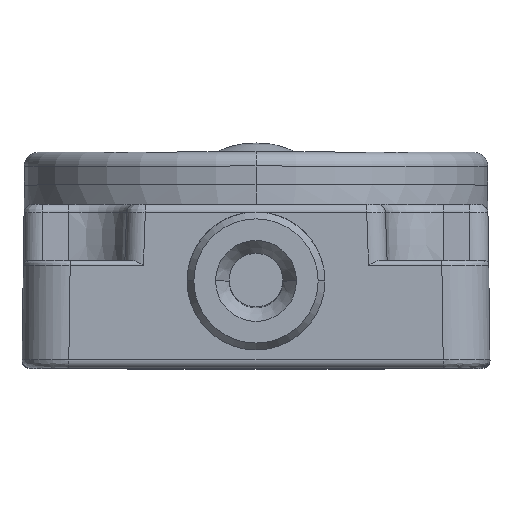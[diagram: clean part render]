
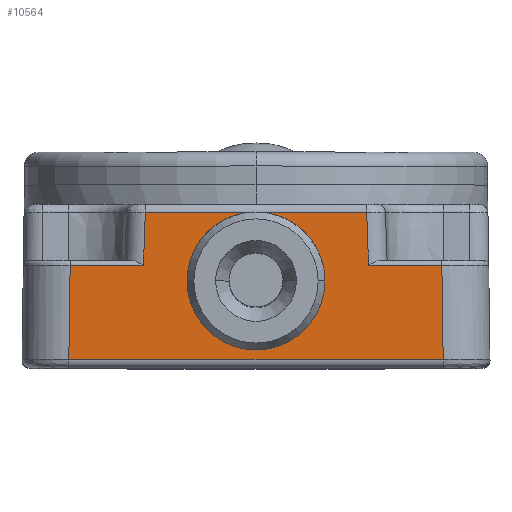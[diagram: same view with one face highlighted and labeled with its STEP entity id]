
A CAD part, top view. The second image highlights one B-rep face of the part: STEP entity #10564.
In plain terms, the highlighted planar face has unit normal (0, 0, 1).
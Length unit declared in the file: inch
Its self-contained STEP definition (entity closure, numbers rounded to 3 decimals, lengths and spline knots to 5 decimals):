
#1022=CARTESIAN_POINT('',(0.78133,0.31496,
1.37795));
#1053=CARTESIAN_POINT('',(0.,0.24803,1.37795));
#1054=DIRECTION('',(0.,0.,1.));
#1055=DIRECTION('',(1.,0.,0.));
#1056=AXIS2_PLACEMENT_3D('',#1053,#1054,#1055);
#1058=DIRECTION('',(1.,0.,0.));
#1059=VECTOR('',#1058,0.42665);
#1060=CARTESIAN_POINT('',(0.03873,0.53543,
1.37795));
#1061=LINE('',#1060,#1059);
#1062=DIRECTION('',(1.,0.,0.));
#1063=VECTOR('',#1062,0.30825);
#1064=CARTESIAN_POINT('',(0.47308,0.31496,
1.37795));
#1065=LINE('',#1064,#1063);
#1066=DIRECTION('',(-0.014,1.,0.));
#1067=VECTOR('',#1066,0.39768);
#1068=CARTESIAN_POINT('',(0.78688,-0.08268,
1.37795));
#1069=LINE('',#1068,#1067);
#1070=DIRECTION('',(-1.,0.,0.));
#1071=VECTOR('',#1070,1.57376);
#1072=CARTESIAN_POINT('',(0.78688,-0.08268,
1.37795));
#1073=LINE('',#1072,#1071);
#1074=DIRECTION('',(-0.014,-1.,0.));
#1075=VECTOR('',#1074,0.39768);
#1076=CARTESIAN_POINT('',(-0.78133,0.31496,
1.37795));
#1077=LINE('',#1076,#1075);
#1078=DIRECTION('',(1.,0.,0.));
#1079=VECTOR('',#1078,0.30825);
#1080=CARTESIAN_POINT('',(-0.78133,0.31496,
1.37795));
#1081=LINE('',#1080,#1079);
#1082=DIRECTION('',(1.,0.,0.));
#1083=VECTOR('',#1082,0.42665);
#1084=CARTESIAN_POINT('',(-0.46538,0.53543,
1.37795));
#1085=LINE('',#1084,#1083);
#1086=CARTESIAN_POINT('',(0.,0.24803,1.37795));
#1087=DIRECTION('',(0.,0.,1.));
#1088=DIRECTION('',(-0.134,0.991,0.));
#1089=AXIS2_PLACEMENT_3D('',#1086,#1087,#1088);
#1091=CARTESIAN_POINT('',(0.,0.24803,1.37795));
#1092=DIRECTION('',(0.,0.,1.));
#1093=DIRECTION('',(-1.,0.,0.));
#1094=AXIS2_PLACEMENT_3D('',#1091,#1092,#1093);
#1230=CARTESIAN_POINT('',(-0.46538,0.53543,
1.37795));
#1232=DIRECTION('',(-0.035,-0.999,0.));
#1233=VECTOR('',#1232,0.22061);
#1234=CARTESIAN_POINT('',(-0.46538,0.53543,
1.37795));
#1235=LINE('',#1234,#1233);
#1704=CARTESIAN_POINT('',(0.46538,0.53543,
1.37795));
#1737=DIRECTION('',(-0.035,0.999,0.));
#1738=VECTOR('',#1737,0.22061);
#1739=CARTESIAN_POINT('',(0.47308,0.31496,
1.37795));
#1740=LINE('',#1739,#1738);
#9199=CARTESIAN_POINT('',(0.78688,-0.08268,
1.37795));
#9200=CARTESIAN_POINT('',(-0.78688,-0.08268,
1.37795));
#9201=VERTEX_POINT('',#9199);
#9202=VERTEX_POINT('',#9200);
#9220=VERTEX_POINT('',#1704);
#9225=VERTEX_POINT('',#1230);
#9621=VERTEX_POINT('',#1022);
#9624=CARTESIAN_POINT('',(0.47308,0.31496,
1.37795));
#9625=VERTEX_POINT('',#9624);
#9626=CARTESIAN_POINT('',(-0.78133,0.31496,
1.37795));
#9627=CARTESIAN_POINT('',(-0.47308,0.31496,
1.37795));
#9628=VERTEX_POINT('',#9626);
#9629=VERTEX_POINT('',#9627);
#9652=CARTESIAN_POINT('',(0.29,0.24803,1.37795));
#9653=CARTESIAN_POINT('',(0.03873,0.53543,
1.37795));
#9654=VERTEX_POINT('',#9652);
#9655=VERTEX_POINT('',#9653);
#9656=CARTESIAN_POINT('',(-0.03873,0.53543,
1.37795));
#9657=CARTESIAN_POINT('',(-0.29,0.24803,1.37795));
#9658=VERTEX_POINT('',#9656);
#9659=VERTEX_POINT('',#9657);
#10535=CARTESIAN_POINT('',(-0.98425,-0.11811,
1.37795));
#10536=DIRECTION('',(0.,0.,1.));
#10537=DIRECTION('',(1.,0.,0.));
#10538=AXIS2_PLACEMENT_3D('',#10535,#10536,#10537);
#10539=PLANE('',#10538);
#10541=ORIENTED_EDGE('',*,*,#10540,.T.);
#10543=ORIENTED_EDGE('',*,*,#10542,.T.);
#10545=ORIENTED_EDGE('',*,*,#10544,.F.);
#10547=ORIENTED_EDGE('',*,*,#10546,.T.);
#10548=ORIENTED_EDGE('',*,*,#10527,.F.);
#10549=ORIENTED_EDGE('',*,*,#9986,.T.);
#10551=ORIENTED_EDGE('',*,*,#10550,.F.);
#10553=ORIENTED_EDGE('',*,*,#10552,.T.);
#10555=ORIENTED_EDGE('',*,*,#10554,.F.);
#10557=ORIENTED_EDGE('',*,*,#10556,.T.);
#10559=ORIENTED_EDGE('',*,*,#10558,.T.);
#10561=ORIENTED_EDGE('',*,*,#10560,.T.);
#10562=EDGE_LOOP('',(#10541,#10543,#10545,#10547,#10548,#10549,#10551,#10553,
#10555,#10557,#10559,#10561));
#10563=FACE_OUTER_BOUND('',#10562,.F.);
#10564=ADVANCED_FACE('',(#10563),#10539,.T.);
#1057=CIRCLE('',#1056,0.29);
#1090=CIRCLE('',#1089,0.29);
#1095=CIRCLE('',#1094,0.29);
#9986=EDGE_CURVE('',#9201,#9202,#1073,.T.);
#10527=EDGE_CURVE('',#9201,#9621,#1069,.T.);
#10540=EDGE_CURVE('',#9654,#9655,#1057,.T.);
#10542=EDGE_CURVE('',#9655,#9220,#1061,.T.);
#10544=EDGE_CURVE('',#9625,#9220,#1740,.T.);
#10546=EDGE_CURVE('',#9625,#9621,#1065,.T.);
#10550=EDGE_CURVE('',#9628,#9202,#1077,.T.);
#10552=EDGE_CURVE('',#9628,#9629,#1081,.T.);
#10554=EDGE_CURVE('',#9225,#9629,#1235,.T.);
#10556=EDGE_CURVE('',#9225,#9658,#1085,.T.);
#10558=EDGE_CURVE('',#9658,#9659,#1090,.T.);
#10560=EDGE_CURVE('',#9659,#9654,#1095,.T.);
